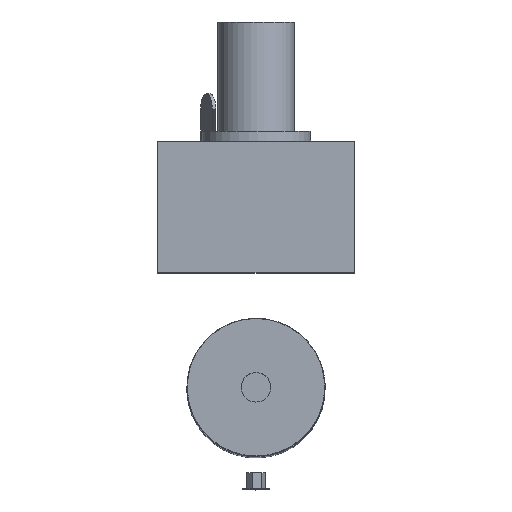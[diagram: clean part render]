
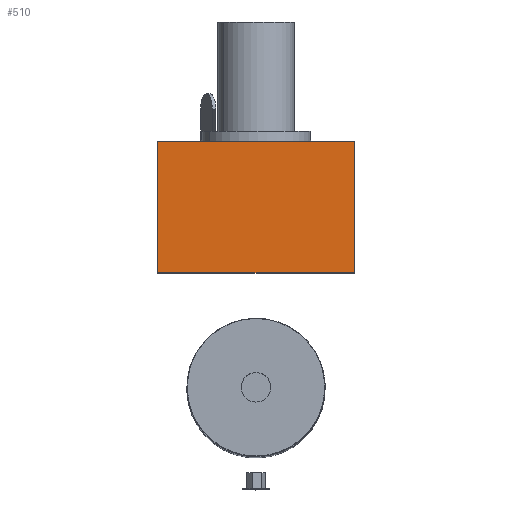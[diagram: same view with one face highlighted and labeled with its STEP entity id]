
A CAD part, top view. The second image highlights one B-rep face of the part: STEP entity #510.
In plain terms, the highlighted planar face has unit normal (0, 0, 1).
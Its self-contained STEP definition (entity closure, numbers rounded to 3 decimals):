
#460 = VERTEX_POINT ( 'NONE', #2755 ) ;
#503 = VERTEX_POINT ( 'NONE', #2862 ) ;
#507 = VERTEX_POINT ( 'NONE', #2857 ) ;
#509 = EDGE_CURVE ( 'NONE', #507, #503, #2906, .T. ) ;
#510 = ADVANCED_FACE ( 'NONE', ( #2902 ), #2887, .T. ) ;
#511 = EDGE_LOOP ( 'NONE', ( #512, #514, #568, #570 ) ) ;
#512 = ORIENTED_EDGE ( 'NONE', *, *, #513, .F. ) ;
#513 = EDGE_CURVE ( 'NONE', #503, #535, #2882, .T. ) ;
#514 = ORIENTED_EDGE ( 'NONE', *, *, #509, .F. ) ;
#535 = VERTEX_POINT ( 'NONE', #3020 ) ;
#538 = EDGE_CURVE ( 'NONE', #460, #535, #3018, .T. ) ;
#568 = ORIENTED_EDGE ( 'NONE', *, *, #569, .T. ) ;
#569 = EDGE_CURVE ( 'NONE', #507, #460, #3057, .T. ) ;
#570 = ORIENTED_EDGE ( 'NONE', *, *, #538, .T. ) ;
#2755 = CARTESIAN_POINT ( 'NONE',  ( 8.012, 1.938, -8. ) ) ;
#2857 = CARTESIAN_POINT ( 'NONE',  ( -9.988, 1.938, -8. ) ) ;
#2862 = CARTESIAN_POINT ( 'NONE',  ( -9.988, 13.938, -8. ) ) ;
#2879 = DIRECTION ( 'NONE',  ( 1., 0., 0. ) ) ;
#2880 = VECTOR ( 'NONE', #2879, 1000. ) ;
#2881 = CARTESIAN_POINT ( 'NONE',  ( -9.988, 13.938, -8. ) ) ;
#2882 = LINE ( 'NONE', #2881, #2880 ) ;
#2883 = DIRECTION ( 'NONE',  ( 1., 0., 0. ) ) ;
#2884 = DIRECTION ( 'NONE',  ( 0., 0., 1. ) ) ;
#2885 = CARTESIAN_POINT ( 'NONE',  ( -9.988, 1.938, -8. ) ) ;
#2886 = AXIS2_PLACEMENT_3D ( 'NONE', #2885, #2884, #2883 ) ;
#2887 = PLANE ( 'NONE',  #2886 ) ;
#2902 = FACE_OUTER_BOUND ( 'NONE', #511, .T. ) ;
#2903 = DIRECTION ( 'NONE',  ( 0., 1., 0. ) ) ;
#2904 = VECTOR ( 'NONE', #2903, 1000. ) ;
#2905 = CARTESIAN_POINT ( 'NONE',  ( -9.988, 1.938, -8. ) ) ;
#2906 = LINE ( 'NONE', #2905, #2904 ) ;
#3015 = DIRECTION ( 'NONE',  ( 0., 1., 0. ) ) ;
#3016 = VECTOR ( 'NONE', #3015, 1000. ) ;
#3017 = CARTESIAN_POINT ( 'NONE',  ( 8.012, 1.938, -8. ) ) ;
#3018 = LINE ( 'NONE', #3017, #3016 ) ;
#3020 = CARTESIAN_POINT ( 'NONE',  ( 8.012, 13.938, -8. ) ) ;
#3057 = LINE ( 'NONE', #3106, #3105 ) ;
#3104 = DIRECTION ( 'NONE',  ( 1., 0., 0. ) ) ;
#3105 = VECTOR ( 'NONE', #3104, 1000. ) ;
#3106 = CARTESIAN_POINT ( 'NONE',  ( -9.988, 1.938, -8. ) ) ;
